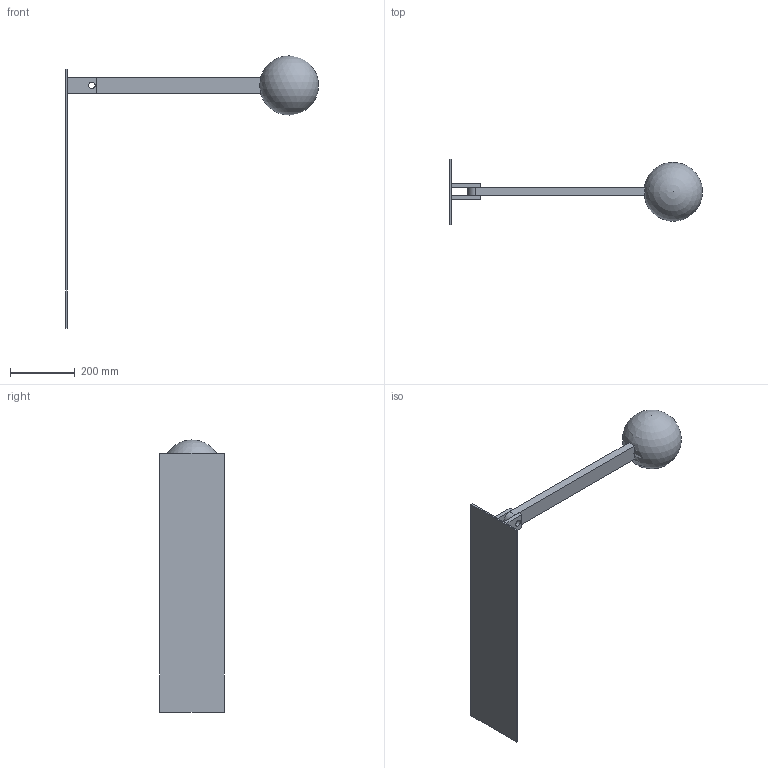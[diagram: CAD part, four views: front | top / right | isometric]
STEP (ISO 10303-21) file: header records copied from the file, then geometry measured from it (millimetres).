
FILE_DESCRIPTION(/* description */ (''),/* implementation_level */ '2;1');
FILE_NAME(/* name */ 'Lab5_rigid_dynamics_example_1 v1.step',/* time_stamp */ '2021-02-18T08:52:43+03:00',/* author */ (''),/* organization */ (''),/* preprocessor_version */ 'ST-DEVELOPER v18.1',/* originating_system */ 'Autodesk Translation Framework v9.7.1.1290',/* authorisation */ '');
FILE_SCHEMA (('AUTOMOTIVE_DESIGN { 1 0 10303 214 3 1 1 }'));
Length unit declared in the file: millimetre
Products named in the file (6): Lab5_rigid_dynamics_example_1; wall; connector; swinger; rod; ball
Assembly tree (5 placements, depth 3):
  Lab5_rigid_dynamics_example_1
    wall
      connector
    swinger
      rod
      ball
Bounding box: 781.81 x 200 x 841.44 mm (x, y, z)
Volume: 4775197.6 mm3; surface area: 544999.9 mm2
Topology: 5 solids, 5 shells, 28 faces, 60 edges, 40 vertices
Faces by surface type: plane 22, cylinder 4, sphere 2
Full cylindrical faces by diameter (mm): 20 x3
Entity records: 916 total; most frequent: DIRECTION 149, CARTESIAN_POINT 137, ORIENTED_EDGE 116, EDGE_CURVE 58, AXIS2_PLACEMENT_3D 52, LINE 45, VECTOR 45, VERTEX_POINT 40
